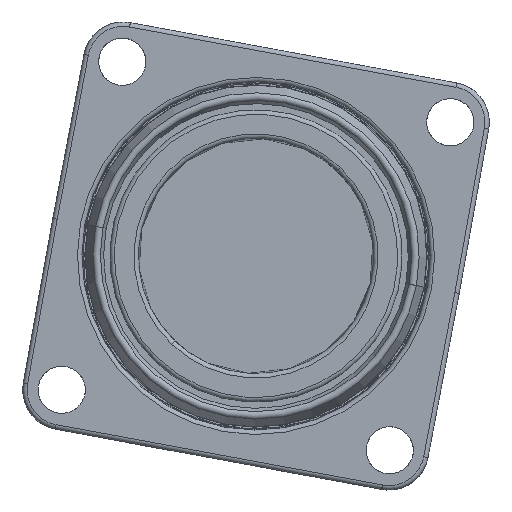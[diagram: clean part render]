
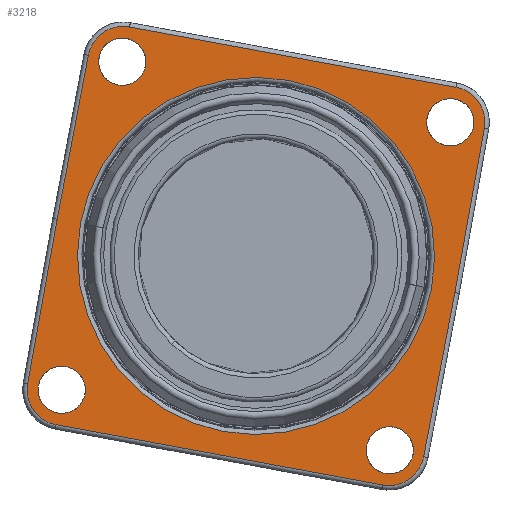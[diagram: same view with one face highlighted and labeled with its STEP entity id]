
A CAD part, top view. The second image highlights one B-rep face of the part: STEP entity #3218.
In plain terms, the highlighted planar face has unit normal (0, 0, 1).
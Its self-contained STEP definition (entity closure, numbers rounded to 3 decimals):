
#693=PLANE('',#12879);
#785=FACE_BOUND('',#4709,.T.);
#786=FACE_BOUND('',#4710,.T.);
#787=FACE_BOUND('',#4711,.T.);
#788=FACE_BOUND('',#4712,.T.);
#789=FACE_BOUND('',#4713,.T.);
#790=FACE_BOUND('',#4714,.T.);
#1263=LINE('',#21920,#1800);
#1264=LINE('',#21922,#1801);
#1265=LINE('',#21926,#1802);
#1266=LINE('',#21930,#1803);
#1267=LINE('',#21932,#1804);
#1268=LINE('',#21936,#1805);
#1800=VECTOR('',#15250,1.);
#1801=VECTOR('',#15251,1.);
#1802=VECTOR('',#15254,1.);
#1803=VECTOR('',#15257,1.);
#1804=VECTOR('',#15258,1.);
#1805=VECTOR('',#15261,1.);
#3218=ADVANCED_FACE('',(#785,#786,#787,#788,#789,#790),#693,.T.);
#4709=EDGE_LOOP('',(#7624));
#4710=EDGE_LOOP('',(#7625));
#4711=EDGE_LOOP('',(#7626));
#4712=EDGE_LOOP('',(#7627));
#4713=EDGE_LOOP('',(#7628,#7629,#7630,#7631,#7632,#7633,#7634,#7635,#7636,
#7637));
#4714=EDGE_LOOP('',(#7638));
#7624=ORIENTED_EDGE('',*,*,#11325,.T.);
#7625=ORIENTED_EDGE('',*,*,#11326,.T.);
#7626=ORIENTED_EDGE('',*,*,#11327,.T.);
#7627=ORIENTED_EDGE('',*,*,#11328,.T.);
#7628=ORIENTED_EDGE('',*,*,#11329,.T.);
#7629=ORIENTED_EDGE('',*,*,#11330,.T.);
#7630=ORIENTED_EDGE('',*,*,#11331,.T.);
#7631=ORIENTED_EDGE('',*,*,#11332,.T.);
#7632=ORIENTED_EDGE('',*,*,#11333,.T.);
#7633=ORIENTED_EDGE('',*,*,#11334,.T.);
#7634=ORIENTED_EDGE('',*,*,#11335,.T.);
#7635=ORIENTED_EDGE('',*,*,#11336,.T.);
#7636=ORIENTED_EDGE('',*,*,#11337,.T.);
#7637=ORIENTED_EDGE('',*,*,#11338,.T.);
#7638=ORIENTED_EDGE('',*,*,#11339,.T.);
#9689=VERTEX_POINT('',#21910);
#9690=VERTEX_POINT('',#21912);
#9691=VERTEX_POINT('',#21914);
#9692=VERTEX_POINT('',#21916);
#9693=VERTEX_POINT('',#21918);
#9694=VERTEX_POINT('',#21919);
#9695=VERTEX_POINT('',#21921);
#9696=VERTEX_POINT('',#21923);
#9697=VERTEX_POINT('',#21925);
#9698=VERTEX_POINT('',#21927);
#9699=VERTEX_POINT('',#21929);
#9700=VERTEX_POINT('',#21931);
#9701=VERTEX_POINT('',#21933);
#9702=VERTEX_POINT('',#21935);
#9703=VERTEX_POINT('',#21938);
#11325=EDGE_CURVE('',#9689,#9689,#11952,.T.);
#11326=EDGE_CURVE('',#9690,#9690,#11953,.T.);
#11327=EDGE_CURVE('',#9691,#9691,#11954,.T.);
#11328=EDGE_CURVE('',#9692,#9692,#11955,.T.);
#11329=EDGE_CURVE('',#9693,#9694,#11956,.T.);
#11330=EDGE_CURVE('',#9694,#9695,#1263,.T.);
#11331=EDGE_CURVE('',#9695,#9696,#1264,.T.);
#11332=EDGE_CURVE('',#9696,#9697,#11957,.T.);
#11333=EDGE_CURVE('',#9697,#9698,#1265,.T.);
#11334=EDGE_CURVE('',#9698,#9699,#11958,.T.);
#11335=EDGE_CURVE('',#9699,#9700,#1266,.T.);
#11336=EDGE_CURVE('',#9700,#9701,#1267,.T.);
#11337=EDGE_CURVE('',#9701,#9702,#11959,.T.);
#11338=EDGE_CURVE('',#9702,#9693,#1268,.T.);
#11339=EDGE_CURVE('',#9703,#9703,#11960,.T.);
#11952=CIRCLE('',#12870,1.6);
#11953=CIRCLE('',#12871,1.6);
#11954=CIRCLE('',#12872,1.6);
#11955=CIRCLE('',#12873,1.6);
#11956=CIRCLE('',#12874,2.4);
#11957=CIRCLE('',#12875,2.4);
#11958=CIRCLE('',#12876,2.4);
#11959=CIRCLE('',#12877,2.4);
#11960=CIRCLE('',#12878,12.097);
#12870=AXIS2_PLACEMENT_3D('',#21909,#15240,#15241);
#12871=AXIS2_PLACEMENT_3D('',#21911,#15242,#15243);
#12872=AXIS2_PLACEMENT_3D('',#21913,#15244,#15245);
#12873=AXIS2_PLACEMENT_3D('',#21915,#15246,#15247);
#12874=AXIS2_PLACEMENT_3D('',#21917,#15248,#15249);
#12875=AXIS2_PLACEMENT_3D('',#21924,#15252,#15253);
#12876=AXIS2_PLACEMENT_3D('',#21928,#15255,#15256);
#12877=AXIS2_PLACEMENT_3D('',#21934,#15259,#15260);
#12878=AXIS2_PLACEMENT_3D('',#21937,#15262,#15263);
#12879=AXIS2_PLACEMENT_3D('',#21939,#15264,#15265);
#15240=DIRECTION('',(0.,0.,-1.));
#15241=DIRECTION('',(-0.415,0.91,0.));
#15242=DIRECTION('',(0.,0.,-1.));
#15243=DIRECTION('',(-0.415,0.91,0.));
#15244=DIRECTION('',(0.,0.,-1.));
#15245=DIRECTION('',(-0.415,0.91,0.));
#15246=DIRECTION('',(0.,0.,-1.));
#15247=DIRECTION('',(-0.415,0.91,0.));
#15248=DIRECTION('',(0.,0.,1.));
#15249=DIRECTION('',(-0.182,-0.983,0.));
#15250=DIRECTION('',(-0.187,-0.982,0.));
#15251=DIRECTION('',(-0.176,-0.984,0.));
#15252=DIRECTION('',(0.,0.,1.));
#15253=DIRECTION('',(-0.182,-0.983,0.));
#15254=DIRECTION('',(0.983,-0.182,0.));
#15255=DIRECTION('',(0.,0.,1.));
#15256=DIRECTION('',(-0.182,-0.983,0.));
#15257=DIRECTION('',(0.187,0.982,0.));
#15258=DIRECTION('',(0.176,0.984,0.));
#15259=DIRECTION('',(0.,0.,1.));
#15260=DIRECTION('',(-0.182,-0.983,0.));
#15261=DIRECTION('',(-0.983,0.182,0.));
#15262=DIRECTION('',(0.,0.,-1.));
#15263=DIRECTION('',(-0.182,-0.983,0.));
#15264=DIRECTION('',(0.,0.,1.));
#15265=DIRECTION('',(0.182,0.983,0.));
#21909=CARTESIAN_POINT('',(13.164,9.061,136.425));
#21910=CARTESIAN_POINT('',(12.499,10.516,136.425));
#21911=CARTESIAN_POINT('',(-9.061,13.164,136.425));
#21912=CARTESIAN_POINT('',(-9.725,14.619,136.425));
#21913=CARTESIAN_POINT('',(-13.164,-9.061,136.425));
#21914=CARTESIAN_POINT('',(-13.828,-7.605,136.425));
#21915=CARTESIAN_POINT('',(9.061,-13.164,136.425));
#21916=CARTESIAN_POINT('',(8.396,-11.708,136.425));
#21917=CARTESIAN_POINT('',(-9.003,13.153,136.425));
#21918=CARTESIAN_POINT('',(-8.567,15.513,136.425));
#21919=CARTESIAN_POINT('',(-11.361,13.601,136.425));
#21920=CARTESIAN_POINT('',(-13.473,2.485,136.425));
#21921=CARTESIAN_POINT('',(-13.472,2.487,136.425));
#21922=CARTESIAN_POINT('',(-15.468,-8.648,136.425));
#21923=CARTESIAN_POINT('',(-15.468,-8.648,136.425));
#21924=CARTESIAN_POINT('',(-13.105,-9.072,136.425));
#21925=CARTESIAN_POINT('',(-13.541,-11.432,136.425));
#21926=CARTESIAN_POINT('',(8.567,-15.513,136.425));
#21927=CARTESIAN_POINT('',(8.567,-15.513,136.425));
#21928=CARTESIAN_POINT('',(9.003,-13.153,136.425));
#21929=CARTESIAN_POINT('',(11.361,-13.601,136.425));
#21930=CARTESIAN_POINT('',(13.473,-2.485,136.425));
#21931=CARTESIAN_POINT('',(13.472,-2.487,136.425));
#21932=CARTESIAN_POINT('',(15.468,8.648,136.425));
#21933=CARTESIAN_POINT('',(15.468,8.648,136.425));
#21934=CARTESIAN_POINT('',(13.105,9.072,136.425));
#21935=CARTESIAN_POINT('',(13.541,11.432,136.425));
#21936=CARTESIAN_POINT('',(-8.567,15.513,136.425));
#21937=CARTESIAN_POINT('',(0.,0.,136.425));
#21938=CARTESIAN_POINT('',(-2.196,-11.896,136.425));
#21939=CARTESIAN_POINT('',(0.,0.,136.425));
